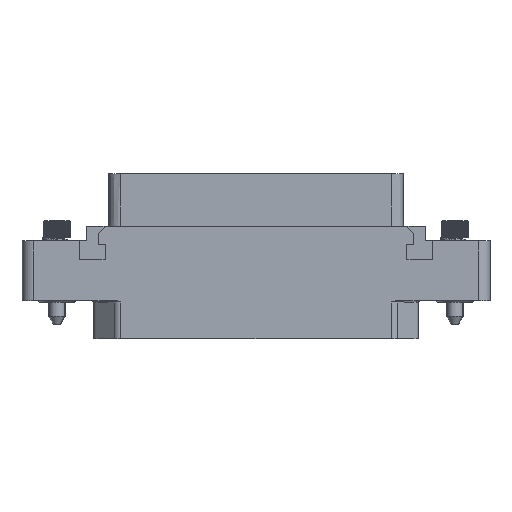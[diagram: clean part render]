
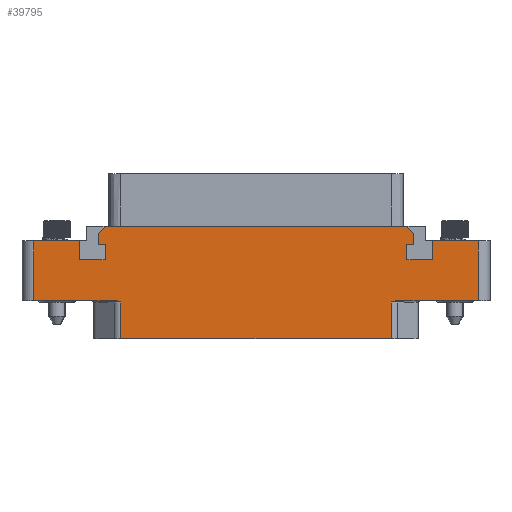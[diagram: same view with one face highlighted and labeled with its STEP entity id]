
A CAD part, top view. The second image highlights one B-rep face of the part: STEP entity #39795.
In plain terms, the highlighted planar face has unit normal (0, 0, 1).
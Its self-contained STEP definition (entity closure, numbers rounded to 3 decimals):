
#1741=DIRECTION('',(-1.,0.,0.));
#1742=VECTOR('',#1741,46.236);
#1743=CARTESIAN_POINT('',(23.118,-6.5,7.));
#1744=LINE('',#1743,#1742);
#1836=DIRECTION('',(1.,0.,0.));
#1837=VECTOR('',#1836,14.082);
#1838=CARTESIAN_POINT('',(-38.,0.,7.));
#1839=LINE('',#1838,#1837);
#2390=DIRECTION('',(0.,-1.,0.));
#2391=VECTOR('',#2390,10.25);
#2392=CARTESIAN_POINT('',(-38.,10.25,7.));
#2393=LINE('',#2392,#2391);
#2408=DIRECTION('',(1.,0.,0.));
#2409=VECTOR('',#2408,7.8);
#2410=CARTESIAN_POINT('',(-38.,10.25,7.));
#2411=LINE('',#2410,#2409);
#2412=DIRECTION('',(0.,-1.,0.));
#2413=VECTOR('',#2412,3.2);
#2414=CARTESIAN_POINT('',(-30.2,10.25,7.));
#2415=LINE('',#2414,#2413);
#2416=DIRECTION('',(1.,0.,0.));
#2417=VECTOR('',#2416,4.4);
#2418=CARTESIAN_POINT('',(-30.2,7.05,7.));
#2419=LINE('',#2418,#2417);
#2420=DIRECTION('',(0.,1.,0.));
#2421=VECTOR('',#2420,2.6);
#2422=CARTESIAN_POINT('',(-25.8,7.05,7.));
#2423=LINE('',#2422,#2421);
#2424=DIRECTION('',(-1.,0.,0.));
#2425=VECTOR('',#2424,1.2);
#2426=CARTESIAN_POINT('',(-25.8,9.65,7.));
#2427=LINE('',#2426,#2425);
#2428=DIRECTION('',(0.,-1.,0.));
#2429=VECTOR('',#2428,1.9);
#2430=CARTESIAN_POINT('',(-27.,11.55,7.));
#2431=LINE('',#2430,#2429);
#2432=DIRECTION('',(1.,0.,0.));
#2433=VECTOR('',#2432,51.6);
#2434=CARTESIAN_POINT('',(-25.8,12.75,7.));
#2435=LINE('',#2434,#2433);
#2436=DIRECTION('',(0.,-1.,0.));
#2437=VECTOR('',#2436,1.9);
#2438=CARTESIAN_POINT('',(27.,11.55,7.));
#2439=LINE('',#2438,#2437);
#2440=DIRECTION('',(-1.,0.,0.));
#2441=VECTOR('',#2440,1.2);
#2442=CARTESIAN_POINT('',(27.,9.65,7.));
#2443=LINE('',#2442,#2441);
#2444=DIRECTION('',(0.,-1.,0.));
#2445=VECTOR('',#2444,2.6);
#2446=CARTESIAN_POINT('',(25.8,9.65,7.));
#2447=LINE('',#2446,#2445);
#2448=DIRECTION('',(1.,0.,0.));
#2449=VECTOR('',#2448,4.4);
#2450=CARTESIAN_POINT('',(25.8,7.05,7.));
#2451=LINE('',#2450,#2449);
#2452=DIRECTION('',(0.,1.,0.));
#2453=VECTOR('',#2452,3.2);
#2454=CARTESIAN_POINT('',(30.2,7.05,7.));
#2455=LINE('',#2454,#2453);
#2456=DIRECTION('',(1.,0.,0.));
#2457=VECTOR('',#2456,7.8);
#2458=CARTESIAN_POINT('',(30.2,10.25,7.));
#2459=LINE('',#2458,#2457);
#2460=DIRECTION('',(1.,0.,0.));
#2461=VECTOR('',#2460,14.082);
#2462=CARTESIAN_POINT('',(23.918,0.,7.));
#2463=LINE('',#2462,#2461);
#2494=CARTESIAN_POINT('',(23.118,-0.2,7.));
#2495=CARTESIAN_POINT('',(23.14,-0.192,7.));
#2496=CARTESIAN_POINT('',(23.184,-0.176,7.));
#2497=CARTESIAN_POINT('',(23.251,-0.152,7.));
#2498=CARTESIAN_POINT('',(23.318,-0.128,7.));
#2499=CARTESIAN_POINT('',(23.385,-0.106,7.));
#2500=CARTESIAN_POINT('',(23.451,-0.085,7.));
#2501=CARTESIAN_POINT('',(23.515,-0.066,7.));
#2502=CARTESIAN_POINT('',(23.577,-0.049,7.));
#2503=CARTESIAN_POINT('',(23.636,-0.035,7.));
#2504=CARTESIAN_POINT('',(23.688,-0.024,7.));
#2505=CARTESIAN_POINT('',(23.734,-0.016,7.));
#2506=CARTESIAN_POINT('',(23.776,-0.01,7.));
#2507=CARTESIAN_POINT('',(23.814,-0.005,7.));
#2508=CARTESIAN_POINT('',(23.85,-0.002,7.));
#2509=CARTESIAN_POINT('',(23.884,0.,7.));
#2510=CARTESIAN_POINT('',(23.907,0.,7.));
#2511=CARTESIAN_POINT('',(23.918,0.,7.));
#2527=DIRECTION('',(0.,1.,0.));
#2528=VECTOR('',#2527,6.3);
#2529=CARTESIAN_POINT('',(23.118,-6.5,7.));
#2530=LINE('',#2529,#2528);
#2572=DIRECTION('',(0.,1.,0.));
#2573=VECTOR('',#2572,10.25);
#2574=CARTESIAN_POINT('',(38.,0.,7.));
#2575=LINE('',#2574,#2573);
#10549=DIRECTION('',(0.,1.,0.));
#10550=VECTOR('',#10549,6.3);
#10551=CARTESIAN_POINT('',(-23.118,-6.5,7.));
#10552=LINE('',#10551,#10550);
#10577=CARTESIAN_POINT('',(-23.918,0.,7.));
#10578=CARTESIAN_POINT('',(-23.907,0.,7.));
#10579=CARTESIAN_POINT('',(-23.884,0.,7.));
#10580=CARTESIAN_POINT('',(-23.85,-0.002,7.));
#10581=CARTESIAN_POINT('',(-23.814,-0.005,7.));
#10582=CARTESIAN_POINT('',(-23.776,-0.01,7.));
#10583=CARTESIAN_POINT('',(-23.734,-0.016,7.));
#10584=CARTESIAN_POINT('',(-23.688,-0.024,7.));
#10585=CARTESIAN_POINT('',(-23.636,-0.035,7.));
#10586=CARTESIAN_POINT('',(-23.577,-0.049,7.));
#10587=CARTESIAN_POINT('',(-23.515,-0.066,7.));
#10588=CARTESIAN_POINT('',(-23.451,-0.085,7.));
#10589=CARTESIAN_POINT('',(-23.385,-0.106,7.));
#10590=CARTESIAN_POINT('',(-23.318,-0.128,7.));
#10591=CARTESIAN_POINT('',(-23.251,-0.152,7.));
#10592=CARTESIAN_POINT('',(-23.184,-0.176,7.));
#10593=CARTESIAN_POINT('',(-23.14,-0.192,7.));
#10594=CARTESIAN_POINT('',(-23.118,-0.2,7.));
#10744=DIRECTION('',(-0.707,-0.707,0.));
#10745=VECTOR('',#10744,1.697);
#10746=CARTESIAN_POINT('',(-25.8,12.75,7.));
#10747=LINE('',#10746,#10745);
#10784=DIRECTION('',(0.707,-0.707,0.));
#10785=VECTOR('',#10784,1.697);
#10786=CARTESIAN_POINT('',(25.8,12.75,7.));
#10787=LINE('',#10786,#10785);
#31886=CARTESIAN_POINT('',(-30.2,10.25,7.));
#31887=CARTESIAN_POINT('',(-30.2,7.05,7.));
#31888=VERTEX_POINT('',#31886);
#31889=VERTEX_POINT('',#31887);
#31890=CARTESIAN_POINT('',(-25.8,7.05,7.));
#31891=VERTEX_POINT('',#31890);
#31892=CARTESIAN_POINT('',(-25.8,9.65,7.));
#31893=VERTEX_POINT('',#31892);
#31894=CARTESIAN_POINT('',(-27.,9.65,7.));
#31895=VERTEX_POINT('',#31894);
#31896=CARTESIAN_POINT('',(27.,9.65,7.));
#31897=CARTESIAN_POINT('',(25.8,9.65,7.));
#31898=VERTEX_POINT('',#31896);
#31899=VERTEX_POINT('',#31897);
#31900=CARTESIAN_POINT('',(25.8,7.05,7.));
#31901=VERTEX_POINT('',#31900);
#31902=CARTESIAN_POINT('',(30.2,7.05,7.));
#31903=VERTEX_POINT('',#31902);
#31904=CARTESIAN_POINT('',(30.2,10.25,7.));
#31905=VERTEX_POINT('',#31904);
#31910=CARTESIAN_POINT('',(-25.8,12.75,7.));
#31912=VERTEX_POINT('',#31910);
#31914=CARTESIAN_POINT('',(-27.,11.55,7.));
#31916=VERTEX_POINT('',#31914);
#31918=CARTESIAN_POINT('',(25.8,12.75,7.));
#31920=VERTEX_POINT('',#31918);
#31922=CARTESIAN_POINT('',(27.,11.55,7.));
#31924=VERTEX_POINT('',#31922);
#32014=CARTESIAN_POINT('',(38.,0.,7.));
#32015=CARTESIAN_POINT('',(38.,10.25,7.));
#32016=VERTEX_POINT('',#32014);
#32017=VERTEX_POINT('',#32015);
#32022=CARTESIAN_POINT('',(-38.,10.25,7.));
#32023=CARTESIAN_POINT('',(-38.,0.,7.));
#32024=VERTEX_POINT('',#32022);
#32025=VERTEX_POINT('',#32023);
#32231=CARTESIAN_POINT('',(23.118,-6.5,7.));
#32233=VERTEX_POINT('',#32231);
#32234=CARTESIAN_POINT('',(-23.118,-6.5,7.));
#32236=VERTEX_POINT('',#32234);
#32298=CARTESIAN_POINT('',(-23.118,-0.2,7.));
#32299=VERTEX_POINT('',#32298);
#32300=CARTESIAN_POINT('',(-23.918,0.,7.));
#32301=VERTEX_POINT('',#32300);
#32302=CARTESIAN_POINT('',(23.118,-0.2,7.));
#32304=VERTEX_POINT('',#32302);
#32306=CARTESIAN_POINT('',(23.918,0.,7.));
#32308=VERTEX_POINT('',#32306);
#39746=CARTESIAN_POINT('',(0.,0.,7.));
#39747=DIRECTION('',(0.,0.,-1.));
#39748=DIRECTION('',(-1.,0.,0.));
#39749=AXIS2_PLACEMENT_3D('',#39746,#39747,#39748);
#39750=PLANE('',#39749);
#39752=ORIENTED_EDGE('',*,*,#39751,.F.);
#39754=ORIENTED_EDGE('',*,*,#39753,.F.);
#39756=ORIENTED_EDGE('',*,*,#39755,.F.);
#39757=ORIENTED_EDGE('',*,*,#39312,.T.);
#39759=ORIENTED_EDGE('',*,*,#39758,.T.);
#39761=ORIENTED_EDGE('',*,*,#39760,.F.);
#39762=ORIENTED_EDGE('',*,*,#39399,.F.);
#39763=ORIENTED_EDGE('',*,*,#39737,.F.);
#39764=ORIENTED_EDGE('',*,*,#39447,.T.);
#39766=ORIENTED_EDGE('',*,*,#39765,.T.);
#39768=ORIENTED_EDGE('',*,*,#39767,.T.);
#39770=ORIENTED_EDGE('',*,*,#39769,.T.);
#39772=ORIENTED_EDGE('',*,*,#39771,.T.);
#39774=ORIENTED_EDGE('',*,*,#39773,.F.);
#39776=ORIENTED_EDGE('',*,*,#39775,.F.);
#39777=ORIENTED_EDGE('',*,*,#38734,.T.);
#39779=ORIENTED_EDGE('',*,*,#39778,.T.);
#39781=ORIENTED_EDGE('',*,*,#39780,.T.);
#39783=ORIENTED_EDGE('',*,*,#39782,.T.);
#39785=ORIENTED_EDGE('',*,*,#39784,.T.);
#39787=ORIENTED_EDGE('',*,*,#39786,.T.);
#39789=ORIENTED_EDGE('',*,*,#39788,.T.);
#39790=ORIENTED_EDGE('',*,*,#38905,.T.);
#39792=ORIENTED_EDGE('',*,*,#39791,.F.);
#39793=EDGE_LOOP('',(#39752,#39754,#39756,#39757,#39759,#39761,#39762,#39763,
#39764,#39766,#39768,#39770,#39772,#39774,#39776,#39777,#39779,#39781,#39783,
#39785,#39787,#39789,#39790,#39792));
#39794=FACE_OUTER_BOUND('',#39793,.F.);
#39795=ADVANCED_FACE('',(#39794),#39750,.F.);
#2512=B_SPLINE_CURVE_WITH_KNOTS('',3,(#2494,#2495,#2496,#2497,#2498,#2499,#2500,
#2501,#2502,#2503,#2504,#2505,#2506,#2507,#2508,#2509,#2510,#2511),
.UNSPECIFIED.,.F.,.F.,(4,1,1,1,1,1,1,1,1,1,1,1,1,1,1,4),(0.,0.067,
0.133,0.2,0.267,0.333,0.4,
0.467,0.533,0.6,0.667,0.733,
0.8,0.867,0.933,1.),.UNSPECIFIED.);
#10595=B_SPLINE_CURVE_WITH_KNOTS('',3,(#10577,#10578,#10579,#10580,#10581,
#10582,#10583,#10584,#10585,#10586,#10587,#10588,#10589,#10590,#10591,#10592,
#10593,#10594),.UNSPECIFIED.,.F.,.F.,(4,1,1,1,1,1,1,1,1,1,1,1,1,1,1,4),(0.,
0.067,0.133,0.2,0.267,0.333,
0.4,0.467,0.533,0.6,0.667,
0.733,0.8,0.867,0.933,1.),
.UNSPECIFIED.);
#38734=EDGE_CURVE('',#31912,#31920,#2435,.T.);
#38905=EDGE_CURVE('',#31905,#32017,#2459,.T.);
#39312=EDGE_CURVE('',#32233,#32236,#1744,.T.);
#39399=EDGE_CURVE('',#32025,#32301,#1839,.T.);
#39447=EDGE_CURVE('',#32024,#31888,#2411,.T.);
#39737=EDGE_CURVE('',#32024,#32025,#2393,.T.);
#39751=EDGE_CURVE('',#32308,#32016,#2463,.T.);
#39753=EDGE_CURVE('',#32304,#32308,#2512,.T.);
#39755=EDGE_CURVE('',#32233,#32304,#2530,.T.);
#39758=EDGE_CURVE('',#32236,#32299,#10552,.T.);
#39760=EDGE_CURVE('',#32301,#32299,#10595,.T.);
#39765=EDGE_CURVE('',#31888,#31889,#2415,.T.);
#39767=EDGE_CURVE('',#31889,#31891,#2419,.T.);
#39769=EDGE_CURVE('',#31891,#31893,#2423,.T.);
#39771=EDGE_CURVE('',#31893,#31895,#2427,.T.);
#39773=EDGE_CURVE('',#31916,#31895,#2431,.T.);
#39775=EDGE_CURVE('',#31912,#31916,#10747,.T.);
#39778=EDGE_CURVE('',#31920,#31924,#10787,.T.);
#39780=EDGE_CURVE('',#31924,#31898,#2439,.T.);
#39782=EDGE_CURVE('',#31898,#31899,#2443,.T.);
#39784=EDGE_CURVE('',#31899,#31901,#2447,.T.);
#39786=EDGE_CURVE('',#31901,#31903,#2451,.T.);
#39788=EDGE_CURVE('',#31903,#31905,#2455,.T.);
#39791=EDGE_CURVE('',#32016,#32017,#2575,.T.);
